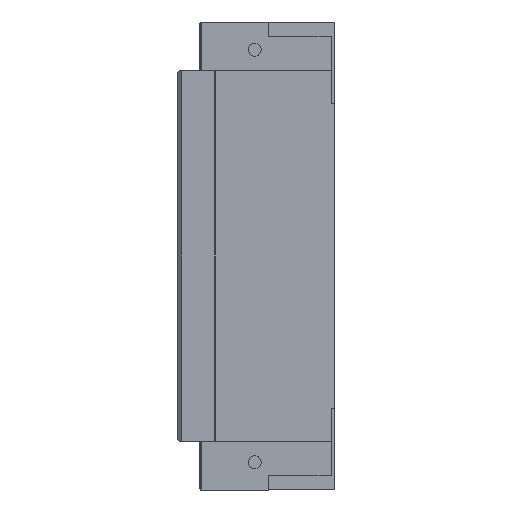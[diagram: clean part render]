
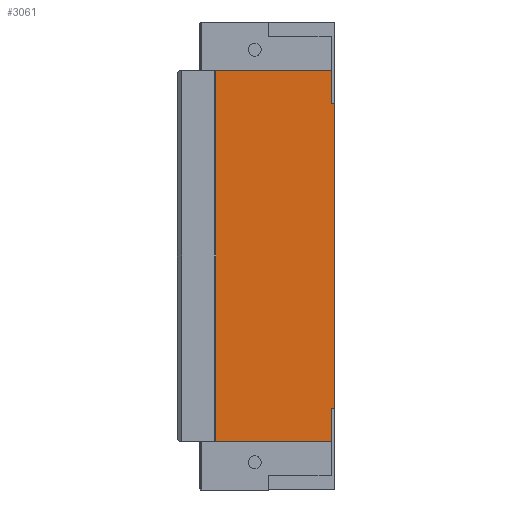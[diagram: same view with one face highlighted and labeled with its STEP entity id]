
A CAD part, left-side view. The second image highlights one B-rep face of the part: STEP entity #3061.
In plain terms, the highlighted planar face has unit normal (-1, 0, 0).
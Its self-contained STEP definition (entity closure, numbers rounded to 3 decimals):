
#922 = ORIENTED_EDGE ( 'NONE', *, *, #9671, .T. ) ;
#923 = ORIENTED_EDGE ( 'NONE', *, *, #9670, .T. ) ;
#929 = ORIENTED_EDGE ( 'NONE', *, *, #9668, .F. ) ;
#930 = ORIENTED_EDGE ( 'NONE', *, *, #9666, .T. ) ;
#944 = ORIENTED_EDGE ( 'NONE', *, *, #9669, .T. ) ;
#945 = ORIENTED_EDGE ( 'NONE', *, *, #9665, .F. ) ;
#1000 = ORIENTED_EDGE ( 'NONE', *, *, #9667, .F. ) ;
#1001 = ORIENTED_EDGE ( 'NONE', *, *, #9683, .F. ) ;
#3061 = ADVANCED_FACE ( 'NONE', ( #13141 ), #10893, .F. ) ;
#3783 = LINE ( 'NONE', #8481, #3785 ) ;
#3785 = VECTOR ( 'NONE', #8480, 1000. ) ;
#3790 = LINE ( 'NONE', #8508, #3817 ) ;
#3798 = VECTOR ( 'NONE', #8487, 1000. ) ;
#3799 = LINE ( 'NONE', #8488, #3798 ) ;
#3800 = VECTOR ( 'NONE', #8489, 1000. ) ;
#3801 = LINE ( 'NONE', #8490, #3800 ) ;
#3802 = VECTOR ( 'NONE', #8493, 1000. ) ;
#3803 = VECTOR ( 'NONE', #8491, 1000. ) ;
#3804 = LINE ( 'NONE', #8492, #3803 ) ;
#3814 = LINE ( 'NONE', #8494, #3802 ) ;
#3817 = VECTOR ( 'NONE', #8495, 1000. ) ;
#3818 = VECTOR ( 'NONE', #8498, 1000. ) ;
#3819 = LINE ( 'NONE', #8499, #3818 ) ;
#3820 = VECTOR ( 'NONE', #8500, 1000. ) ;
#3821 = LINE ( 'NONE', #8501, #3820 ) ;
#3966 = CARTESIAN_POINT ( 'NONE',  ( -49.3, -30., -65.95 ) ) ;
#4003 = CARTESIAN_POINT ( 'NONE',  ( -49.3, 21.3, 80. ) ) ;
#4011 = CARTESIAN_POINT ( 'NONE',  ( -49.3, 21.3, -80. ) ) ;
#4042 = CARTESIAN_POINT ( 'NONE',  ( -49.3, -28.4, -80. ) ) ;
#4045 = CARTESIAN_POINT ( 'NONE',  ( -49.3, -28.4, 65.95 ) ) ;
#4055 = CARTESIAN_POINT ( 'NONE',  ( -49.3, -28.4, 80. ) ) ;
#4234 = CARTESIAN_POINT ( 'NONE',  ( -49.3, -28.4, -65.95 ) ) ;
#4246 = CARTESIAN_POINT ( 'NONE',  ( -49.3, -30., 65.95 ) ) ;
#8480 = DIRECTION ( 'NONE',  ( 0., 0., -1. ) ) ;
#8481 = CARTESIAN_POINT ( 'NONE',  ( -49.3, -30., 80. ) ) ;
#8487 = DIRECTION ( 'NONE',  ( 0., 1., 0. ) ) ;
#8488 = CARTESIAN_POINT ( 'NONE',  ( -49.3, 21.3, 65.95 ) ) ;
#8489 = DIRECTION ( 'NONE',  ( 0., 0., 1. ) ) ;
#8490 = CARTESIAN_POINT ( 'NONE',  ( -49.3, -28.4, 80. ) ) ;
#8491 = DIRECTION ( 'NONE',  ( 0., -1., 0. ) ) ;
#8492 = CARTESIAN_POINT ( 'NONE',  ( -49.3, 21.3, -80. ) ) ;
#8493 = DIRECTION ( 'NONE',  ( 0., -1., 0. ) ) ;
#8494 = CARTESIAN_POINT ( 'NONE',  ( -49.3, 21.3, 80. ) ) ;
#8495 = DIRECTION ( 'NONE',  ( 0., 1., 0. ) ) ;
#8498 = DIRECTION ( 'NONE',  ( 0., 0., -1. ) ) ;
#8499 = CARTESIAN_POINT ( 'NONE',  ( -49.3, 21.3, 80. ) ) ;
#8500 = DIRECTION ( 'NONE',  ( 0., 0., -1. ) ) ;
#8501 = CARTESIAN_POINT ( 'NONE',  ( -49.3, -28.4, 80. ) ) ;
#8508 = CARTESIAN_POINT ( 'NONE',  ( -49.3, 21.3, -65.95 ) ) ;
#9581 = AXIS2_PLACEMENT_3D ( 'NONE', #11815, #10766, #11377 ) ;
#9665 = EDGE_CURVE ( 'NONE', #14027, #14195, #3821, .T. ) ;
#9666 = EDGE_CURVE ( 'NONE', #14223, #14216, #3819, .T. ) ;
#9667 = EDGE_CURVE ( 'NONE', #14256, #14027, #3790, .T. ) ;
#9668 = EDGE_CURVE ( 'NONE', #14223, #14183, #3814, .T. ) ;
#9669 = EDGE_CURVE ( 'NONE', #14216, #14195, #3804, .T. ) ;
#9670 = EDGE_CURVE ( 'NONE', #14193, #14183, #3801, .T. ) ;
#9671 = EDGE_CURVE ( 'NONE', #14016, #14193, #3799, .T. ) ;
#9683 = EDGE_CURVE ( 'NONE', #14016, #14256, #3783, .T. ) ;
#10766 = DIRECTION ( 'NONE',  ( 1., 0., 0. ) ) ;
#10893 = PLANE ( 'NONE',  #9581 ) ;
#11377 = DIRECTION ( 'NONE',  ( 0., 1., 0. ) ) ;
#11815 = CARTESIAN_POINT ( 'NONE',  ( -49.3, 21.3, 80. ) ) ;
#13141 = FACE_OUTER_BOUND ( 'NONE', #13557, .T. ) ;
#13557 = EDGE_LOOP ( 'NONE', ( #1000, #1001, #922, #923, #929, #930, #944, #945 ) ) ;
#14016 = VERTEX_POINT ( 'NONE', #4246 ) ;
#14027 = VERTEX_POINT ( 'NONE', #4234 ) ;
#14183 = VERTEX_POINT ( 'NONE', #4055 ) ;
#14193 = VERTEX_POINT ( 'NONE', #4045 ) ;
#14195 = VERTEX_POINT ( 'NONE', #4042 ) ;
#14216 = VERTEX_POINT ( 'NONE', #4011 ) ;
#14223 = VERTEX_POINT ( 'NONE', #4003 ) ;
#14256 = VERTEX_POINT ( 'NONE', #3966 ) ;
